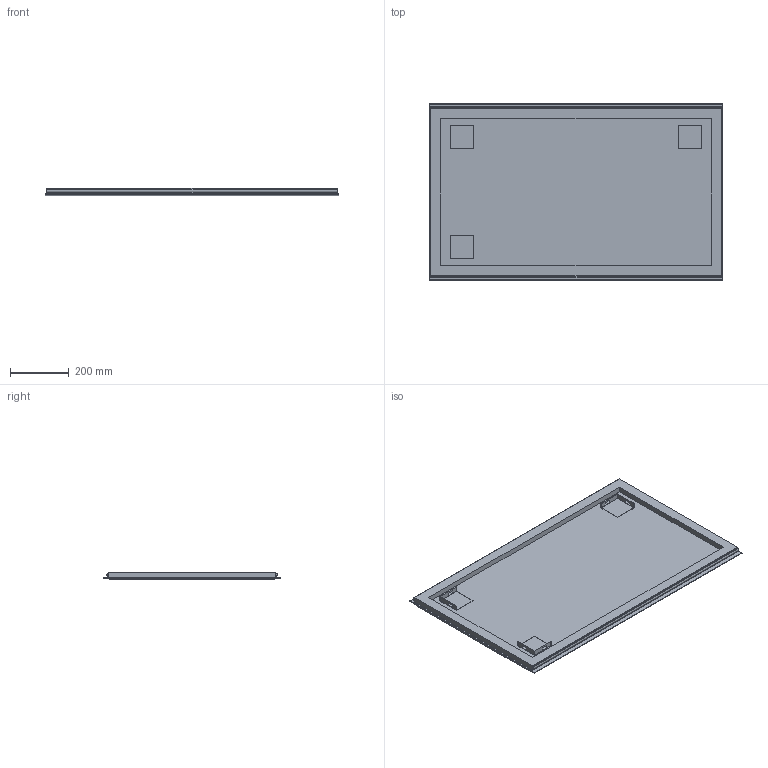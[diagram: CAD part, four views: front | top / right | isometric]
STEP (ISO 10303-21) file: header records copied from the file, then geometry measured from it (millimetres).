
FILE_DESCRIPTION(/* description */ ('Unknown'),/* implementation_level */ '2;1');
FILE_NAME(/* name */ 'MIR100-00',/* time_stamp */ '2026-04-02T08:06:51+02:00',/* author */ ('Unknown'),/* organization */ ('Unknown'),/* preprocessor_version */ 'ST-DEVELOPER v20',/* originating_system */ 'Solid Edge',/* authorisation */ 'Unknown');
FILE_SCHEMA (('AUTOMOTIVE_DESIGN {1 0 10303 214 3 1 1}'));
Length unit declared in the file: millimetre
Products named in the file (6): MIR100-00; MIR100-001_oa_0; telaio rettangolare 100  rev01; specchio rettangolare bisellato 100; profilo luminoso dritto; attaccaglia 8x8
Assembly tree (8 placements, depth 3):
  MIR100-00
    MIR100-001_oa_0
      telaio rettangolare 100  rev01
      specchio rettangolare bisellato 100
      profilo luminoso dritto  x2
      attaccaglia 8x8  x3
Bounding box: 1000 x 600 x 25 mm (x, y, z)
Volume: 5529719.9 mm3; surface area: 1643021.1 mm2
Topology: 7 solids, 7 shells, 110 faces, 268 edges, 164 vertices
Faces by surface type: plane 83, cylinder 18, sphere 6, bspline 3
Entity records: 2370 total; most frequent: CARTESIAN_POINT 360, DIRECTION 333, ORIENTED_EDGE 304, EDGE_CURVE 152, LINE 119, VECTOR 119, AXIS2_PLACEMENT_3D 107, VERTEX_POINT 92
